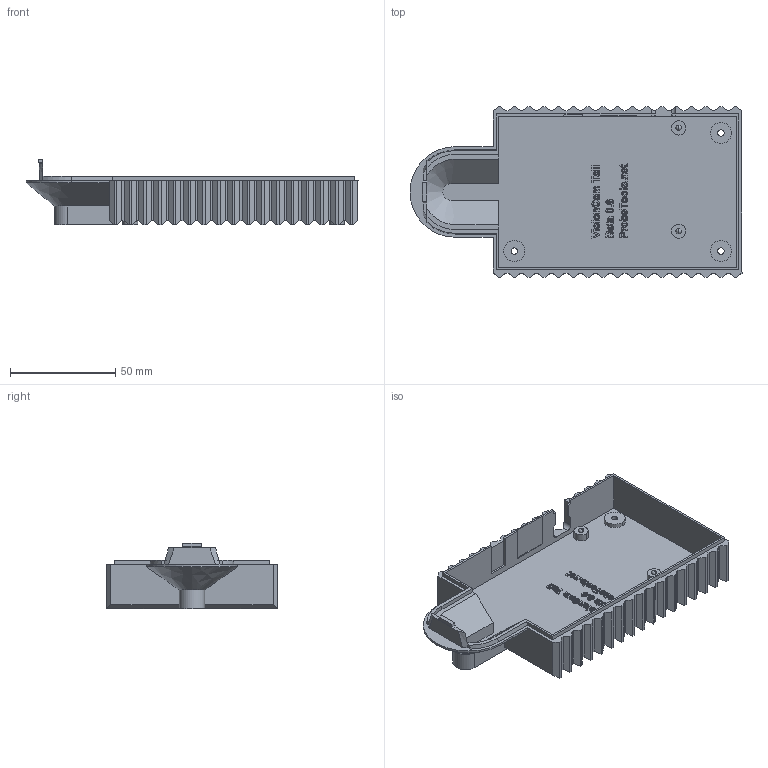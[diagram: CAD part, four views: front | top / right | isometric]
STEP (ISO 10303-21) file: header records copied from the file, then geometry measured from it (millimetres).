
FILE_DESCRIPTION (( 'STEP AP203' ), '1' );
FILE_NAME ('VisionCam Tall Beta 0.6 Back.STEP', '2017-10-25T13:40:46', ( '' ), ( '' ), 'SwSTEP 2.0', 'SolidWorks 2016', '' );
FILE_SCHEMA (( 'CONFIG_CONTROL_DESIGN' ));
Products named in the file (1): VisionCam Tall Beta 0.6 Back
Bounding box: 157.5 x 81 x 31.25 mm (x, y, z)
Volume: 55897 mm3; surface area: 42077.9 mm2
Topology: 1 solids, 1 shells, 784 faces, 2031 edges, 1304 vertices
Faces by surface type: plane 501, bspline 245, cylinder 32, sphere 4, cone 2
Entity records: 35029 total; most frequent: CARTESIAN_POINT 17597, ORIENTED_EDGE 4046, DIRECTION 2667, EDGE_CURVE 2023, VECTOR 1435, LINE 1435, VERTEX_POINT 1300, EDGE_LOOP 849
